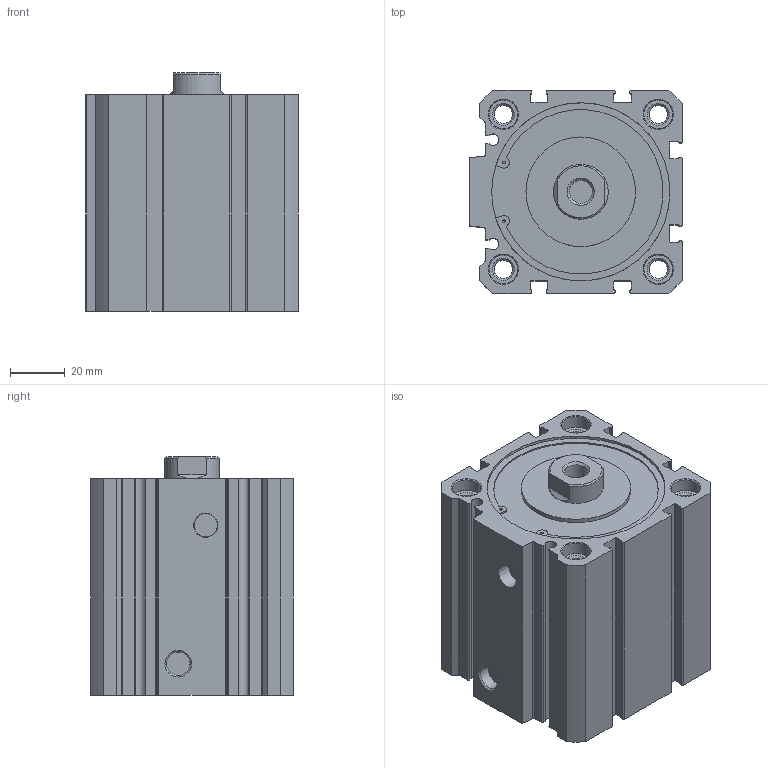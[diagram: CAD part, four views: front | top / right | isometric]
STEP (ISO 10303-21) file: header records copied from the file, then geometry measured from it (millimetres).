
FILE_DESCRIPTION(/* description */ (''),/* implementation_level */ '2;1');
FILE_NAME(/* name */ 'sfs_63-30.stp',/* time_stamp */ '2018-07-12T10:22:11+02:00',/* author */ ('leitheußer'),/* organization */ (''),/* preprocessor_version */ 'ST-DEVELOPER v15.6',/* originating_system */ 'Autodesk Inventor LT ',/* authorisation */ '');
FILE_SCHEMA (('AUTOMOTIVE_DESIGN { 1 0 10303 214 3 1 1 }'));
Length unit declared in the file: millimetre
Products named in the file (1): sfs_63-30
Bounding box: 77.5 x 74 x 87 mm (x, y, z)
Volume: 316605.6 mm3; surface area: 76070.5 mm2
Topology: 2 solids, 2 shells, 212 faces, 551 edges, 361 vertices
Faces by surface type: cylinder 95, plane 95, cone 22
Full cylindrical faces by diameter (mm): 1 x2, 6.647 x4, 8.376 x1, 8.566 x1, 10.5 x8, 20 x2, 40 x1, 63 x2, 65 x1
Entity records: 6347 total; most frequent: DIRECTION 1146, CARTESIAN_POINT 1087, ORIENTED_EDGE 1014, EDGE_CURVE 507, AXIS2_PLACEMENT_3D 430, VERTEX_POINT 359, LINE 286, VECTOR 286
